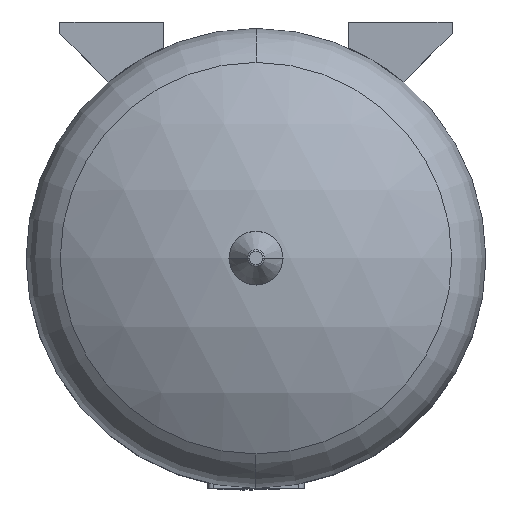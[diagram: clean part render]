
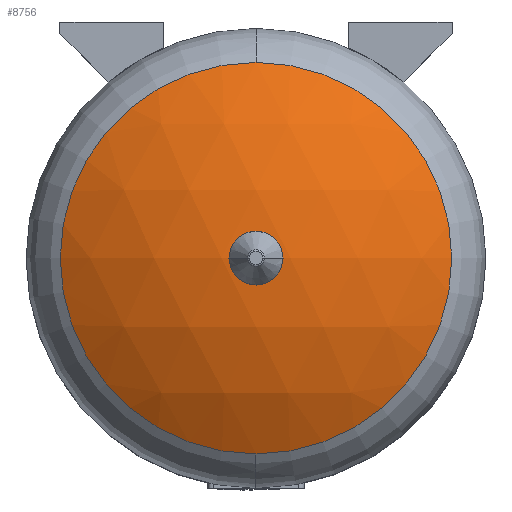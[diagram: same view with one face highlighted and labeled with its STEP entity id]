
A CAD part, top view. The second image highlights one B-rep face of the part: STEP entity #8756.
In plain terms, the highlighted spherical face has radius 284 mm.
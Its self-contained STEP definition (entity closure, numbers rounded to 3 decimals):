
#8695=CARTESIAN_POINT('',(0.,150.719,384.707));
#8696=VERTEX_POINT('',#8695);
#8712=CARTESIAN_POINT('',(0.,-150.719,384.707));
#8713=VERTEX_POINT('',#8712);
#8721=CARTESIAN_POINT('',(-150.719,0.,384.707));
#8722=VERTEX_POINT('',#8721);
#8723=CARTESIAN_POINT('',(0.,0.,384.707));
#8724=DIRECTION('',(0.0,0.0,-1.0));
#8725=DIRECTION('',(-1.0,0.0,0.0));
#8726=AXIS2_PLACEMENT_3D('',#8723,#8724,#8725);
#8727=CIRCLE('',#8726,150.719);
#8728=EDGE_CURVE('',#8713,#8722,#8727,.T.);
#8730=CARTESIAN_POINT('',(0.,0.,384.707));
#8731=DIRECTION('',(0.0,0.0,-1.0));
#8732=DIRECTION('',(-1.0,0.0,0.0));
#8733=AXIS2_PLACEMENT_3D('',#8730,#8731,#8732);
#8734=CIRCLE('',#8733,150.719);
#8735=EDGE_CURVE('',#8722,#8696,#8734,.T.);
#8740=CARTESIAN_POINT('',(0.,0.,144.));
#8741=DIRECTION('',(0.0,1.0,0.0));
#8742=DIRECTION('',(1.0,0.0,0.0));
#8743=AXIS2_PLACEMENT_3D('',#8740,#8741,#8742);
#8744=SPHERICAL_SURFACE('',#8743,284.0);
#8745=ORIENTED_EDGE('',*,*,#8735,.F.);
#8746=ORIENTED_EDGE('',*,*,#8728,.F.);
#8747=CARTESIAN_POINT('',(0.,0.,384.707));
#8748=DIRECTION('',(0.0,0.0,-1.0));
#8749=DIRECTION('',(-1.0,0.0,0.0));
#8750=AXIS2_PLACEMENT_3D('',#8747,#8748,#8749);
#8751=CIRCLE('',#8750,150.719);
#8752=EDGE_CURVE('',#8696,#8713,#8751,.T.);
#8753=ORIENTED_EDGE('',*,*,#8752,.F.);
#8754=EDGE_LOOP('',(#8745,#8746,#8753));
#8755=FACE_OUTER_BOUND('',#8754,.T.);
#8756=ADVANCED_FACE('',(#8755),#8744,.T.);
